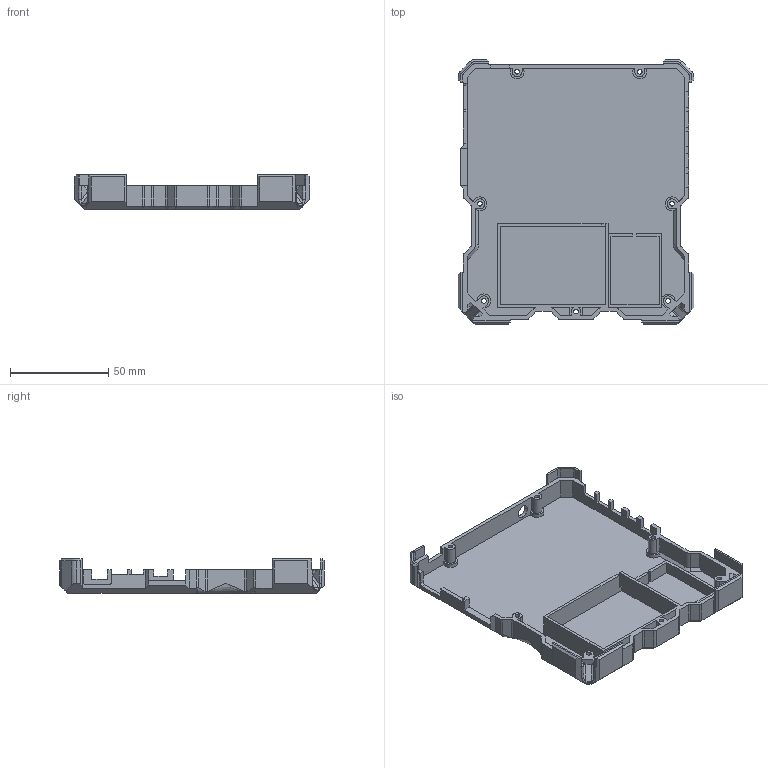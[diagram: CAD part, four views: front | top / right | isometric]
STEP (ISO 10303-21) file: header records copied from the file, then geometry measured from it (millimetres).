
FILE_DESCRIPTION(('FreeCAD Model'),'2;1');
FILE_NAME('Open CASCADE Shape Model','2025-06-11T21:46:03',(''),(''), 'Open CASCADE STEP processor 7.8','FreeCAD','Unknown');
FILE_SCHEMA(('AUTOMOTIVE_DESIGN { 1 0 10303 214 1 1 1 1 }'));
Length unit declared in the file: millimetre
Products named in the file (1): case_field_test
Bounding box: 120 x 135 x 17.5 mm (x, y, z)
Volume: 40267.6 mm3; surface area: 46850.9 mm2
Topology: 1 solids, 1 shells, 368 faces, 1084 edges, 712 vertices
Faces by surface type: plane 274, cylinder 74, cone 14, bspline 4, torus 2
Full cylindrical faces by diameter (mm): 2.4 x7, 4.4 x7, 6.6 x1
Entity records: 13062 total; most frequent: CARTESIAN_POINT 3139, ORIENTED_EDGE 2152, DIRECTION 1998, EDGE_CURVE 1076, LINE 796, VECTOR 796, VERTEX_POINT 710, AXIS2_PLACEMENT_3D 601
